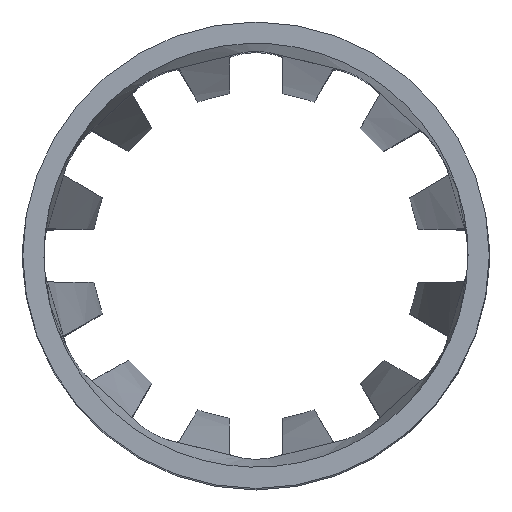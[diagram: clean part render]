
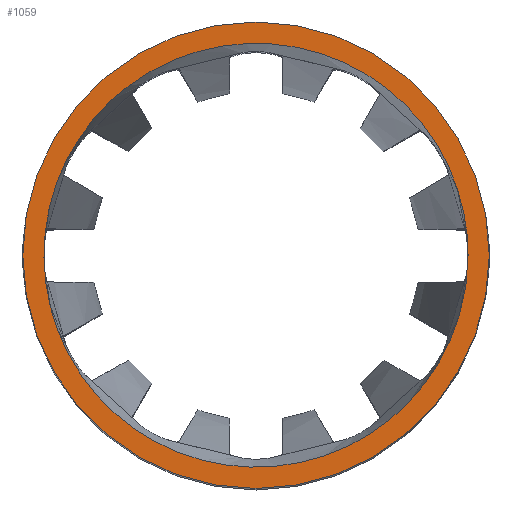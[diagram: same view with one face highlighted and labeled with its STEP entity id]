
A CAD part, top view. The second image highlights one B-rep face of the part: STEP entity #1059.
In plain terms, the highlighted planar face has unit normal (0, 0, 1).
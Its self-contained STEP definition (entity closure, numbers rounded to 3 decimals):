
#37=FACE_BOUND('',#195,.T.);
#39=CIRCLE('',#1111,2.2);
#119=FACE_OUTER_BOUND('',#194,.T.);
#194=EDGE_LOOP('',(#978));
#195=EDGE_LOOP('',(#979));
#389=B_SPLINE_CURVE_WITH_KNOTS('',3,(#4701,#4702,#4703,#4704,#4705,#4706,
#4707,#4708,#4709,#4710,#4711,#4712,#4713,#4714,#4715,#4716,#4717,#4718,
#4719,#4720,#4721,#4722,#4723,#4724,#4725,#4726,#4727,#4728,#4729,#4730,
#4731,#4732,#4733,#4734,#4735,#4736),.UNSPECIFIED.,.T.,.F.,(4,2,2,2,2,2,
2,2,2,2,2,2,2,2,2,2,2,4),(0.,0.078,0.156,0.234,
0.312,0.391,0.469,0.547,
0.625,0.703,0.781,0.859,
0.937,1.015,1.094,1.172,1.216,
1.26),.UNSPECIFIED.);
#479=VERTEX_POINT('',#3901);
#494=VERTEX_POINT('',#4696);
#621=EDGE_CURVE('',#479,#479,#39,.T.);
#639=EDGE_CURVE('',#494,#494,#389,.T.);
#978=ORIENTED_EDGE('',*,*,#621,.T.);
#979=ORIENTED_EDGE('',*,*,#639,.T.);
#1006=PLANE('',#1125);
#1059=ADVANCED_FACE('',(#119,#37),#1006,.T.);
#1111=AXIS2_PLACEMENT_3D('',#3906,#1237,#1238);
#1125=AXIS2_PLACEMENT_3D('',#5278,#1278,#1279);
#1237=DIRECTION('center_axis',(0.,0.,1.));
#1238=DIRECTION('ref_axis',(1.,0.,0.));
#1278=DIRECTION('center_axis',(0.,0.,1.));
#1279=DIRECTION('ref_axis',(1.,0.,0.));
#3901=CARTESIAN_POINT('',(2.2,0.,8.));
#3906=CARTESIAN_POINT('Origin',(0.,0.,8.));
#4696=CARTESIAN_POINT('',(2.,0.,8.));
#4701=CARTESIAN_POINT('Ctrl Pts',(2.,0.,8.));
#4702=CARTESIAN_POINT('Ctrl Pts',(2.,-0.26,8.));
#4703=CARTESIAN_POINT('Ctrl Pts',(1.949,-0.518,8.));
#4704=CARTESIAN_POINT('Ctrl Pts',(1.752,-1.,8.));
#4705=CARTESIAN_POINT('Ctrl Pts',(1.607,-1.219,8.));
#4706=CARTESIAN_POINT('Ctrl Pts',(1.241,-1.589,8.));
#4707=CARTESIAN_POINT('Ctrl Pts',(1.024,-1.736,8.));
#4708=CARTESIAN_POINT('Ctrl Pts',(0.545,-1.941,8.));
#4709=CARTESIAN_POINT('Ctrl Pts',(0.287,-1.995,8.));
#4710=CARTESIAN_POINT('Ctrl Pts',(-0.234,-2.002,
8.));
#4711=CARTESIAN_POINT('Ctrl Pts',(-0.493,-1.954,
8.));
#4712=CARTESIAN_POINT('Ctrl Pts',(-0.978,-1.763,
8.));
#4713=CARTESIAN_POINT('Ctrl Pts',(-1.199,-1.621,8.));
#4714=CARTESIAN_POINT('Ctrl Pts',(-1.574,-1.26,8.));
#4715=CARTESIAN_POINT('Ctrl Pts',(-1.725,-1.045,8.));
#4716=CARTESIAN_POINT('Ctrl Pts',(-1.935,-0.569,
8.));
#4717=CARTESIAN_POINT('Ctrl Pts',(-1.992,-0.313,8.));
#4718=CARTESIAN_POINT('Ctrl Pts',(-2.006,0.208,8.));
#4719=CARTESIAN_POINT('Ctrl Pts',(-1.962,0.467,8.));
#4720=CARTESIAN_POINT('Ctrl Pts',(-1.777,0.953,8.));
#4721=CARTESIAN_POINT('Ctrl Pts',(-1.638,1.176,8.));
#4722=CARTESIAN_POINT('Ctrl Pts',(-1.283,1.556,8.));
#4723=CARTESIAN_POINT('Ctrl Pts',(-1.069,1.709,8.));
#4724=CARTESIAN_POINT('Ctrl Pts',(-0.596,1.926,8.));
#4725=CARTESIAN_POINT('Ctrl Pts',(-0.34,1.987,8.));
#4726=CARTESIAN_POINT('Ctrl Pts',(0.181,2.007,8.));
#4727=CARTESIAN_POINT('Ctrl Pts',(0.442,1.967,8.));
#4728=CARTESIAN_POINT('Ctrl Pts',(0.931,1.788,8.));
#4729=CARTESIAN_POINT('Ctrl Pts',(1.156,1.652,8.));
#4730=CARTESIAN_POINT('Ctrl Pts',(1.541,1.301,8.));
#4731=CARTESIAN_POINT('Ctrl Pts',(1.697,1.09,8.));
#4732=CARTESIAN_POINT('Ctrl Pts',(1.871,0.722,8.));
#4733=CARTESIAN_POINT('Ctrl Pts',(1.919,0.582,8.));
#4734=CARTESIAN_POINT('Ctrl Pts',(1.984,0.294,8.));
#4735=CARTESIAN_POINT('Ctrl Pts',(2.,0.147,8.));
#4736=CARTESIAN_POINT('Ctrl Pts',(2.,0.,8.));
#5278=CARTESIAN_POINT('Origin',(0.,0.,8.));
